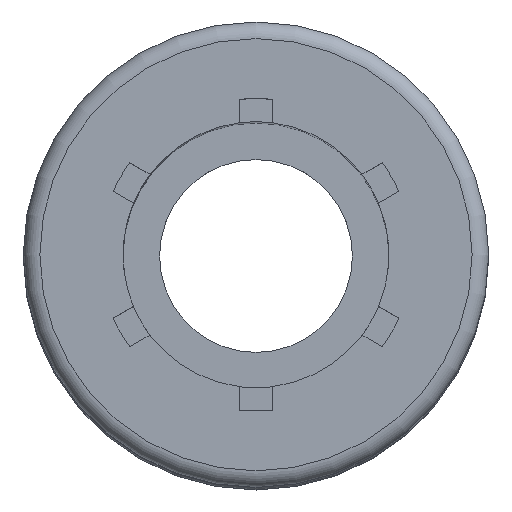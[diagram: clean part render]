
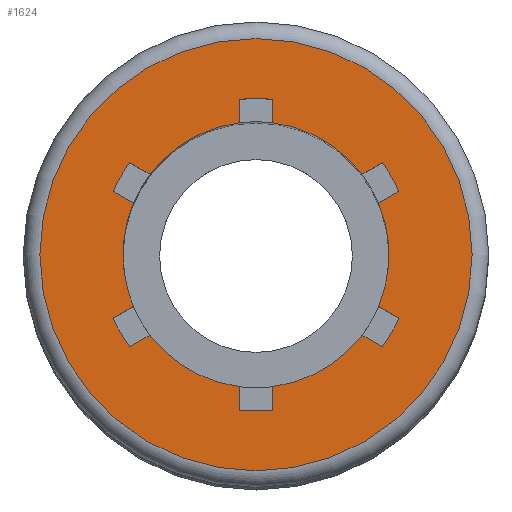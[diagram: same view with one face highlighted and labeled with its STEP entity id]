
A CAD part, top view. The second image highlights one B-rep face of the part: STEP entity #1624.
In plain terms, the highlighted planar face has unit normal (0, 0, 1).
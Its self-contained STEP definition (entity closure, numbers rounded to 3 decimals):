
#45=PLANE('',#1768);
#123=CIRCLE('',#1769,6.5);
#124=CIRCLE('',#1770,4.7);
#125=CIRCLE('',#1771,4.);
#126=CIRCLE('',#1772,4.7);
#127=CIRCLE('',#1773,4.);
#128=CIRCLE('',#1774,4.7);
#129=CIRCLE('',#1775,4.);
#130=CIRCLE('',#1776,4.7);
#131=CIRCLE('',#1777,4.);
#132=CIRCLE('',#1778,4.7);
#133=CIRCLE('',#1779,4.);
#134=CIRCLE('',#1780,4.7);
#135=CIRCLE('',#1781,4.);
#279=ORIENTED_EDGE('',*,*,#759,.F.);
#280=ORIENTED_EDGE('',*,*,#760,.F.);
#281=ORIENTED_EDGE('',*,*,#761,.F.);
#282=ORIENTED_EDGE('',*,*,#762,.T.);
#283=ORIENTED_EDGE('',*,*,#763,.F.);
#284=ORIENTED_EDGE('',*,*,#764,.F.);
#285=ORIENTED_EDGE('',*,*,#765,.F.);
#286=ORIENTED_EDGE('',*,*,#766,.T.);
#287=ORIENTED_EDGE('',*,*,#767,.F.);
#288=ORIENTED_EDGE('',*,*,#768,.F.);
#289=ORIENTED_EDGE('',*,*,#769,.F.);
#290=ORIENTED_EDGE('',*,*,#770,.T.);
#291=ORIENTED_EDGE('',*,*,#771,.F.);
#292=ORIENTED_EDGE('',*,*,#772,.F.);
#293=ORIENTED_EDGE('',*,*,#773,.F.);
#294=ORIENTED_EDGE('',*,*,#774,.T.);
#295=ORIENTED_EDGE('',*,*,#775,.F.);
#296=ORIENTED_EDGE('',*,*,#776,.F.);
#297=ORIENTED_EDGE('',*,*,#777,.F.);
#298=ORIENTED_EDGE('',*,*,#778,.T.);
#299=ORIENTED_EDGE('',*,*,#779,.F.);
#300=ORIENTED_EDGE('',*,*,#780,.F.);
#301=ORIENTED_EDGE('',*,*,#781,.F.);
#302=ORIENTED_EDGE('',*,*,#782,.T.);
#303=ORIENTED_EDGE('',*,*,#783,.F.);
#759=EDGE_CURVE('',#997,#997,#123,.T.);
#760=EDGE_CURVE('',#998,#999,#124,.T.);
#761=EDGE_CURVE('',#1000,#998,#1112,.T.);
#762=EDGE_CURVE('',#1000,#1001,#125,.T.);
#763=EDGE_CURVE('',#1002,#1001,#1113,.T.);
#764=EDGE_CURVE('',#1003,#1002,#126,.T.);
#765=EDGE_CURVE('',#1004,#1003,#1114,.T.);
#766=EDGE_CURVE('',#1004,#1005,#127,.T.);
#767=EDGE_CURVE('',#1006,#1005,#1115,.T.);
#768=EDGE_CURVE('',#1007,#1006,#128,.T.);
#769=EDGE_CURVE('',#1008,#1007,#1116,.T.);
#770=EDGE_CURVE('',#1008,#1009,#129,.T.);
#771=EDGE_CURVE('',#1010,#1009,#1117,.T.);
#772=EDGE_CURVE('',#1011,#1010,#130,.T.);
#773=EDGE_CURVE('',#1012,#1011,#1118,.T.);
#774=EDGE_CURVE('',#1012,#1013,#131,.T.);
#775=EDGE_CURVE('',#1014,#1013,#1119,.T.);
#776=EDGE_CURVE('',#1015,#1014,#132,.T.);
#777=EDGE_CURVE('',#1016,#1015,#1120,.T.);
#778=EDGE_CURVE('',#1016,#1017,#133,.T.);
#779=EDGE_CURVE('',#1018,#1017,#1121,.T.);
#780=EDGE_CURVE('',#1019,#1018,#134,.T.);
#781=EDGE_CURVE('',#1020,#1019,#1122,.T.);
#782=EDGE_CURVE('',#1020,#1021,#135,.T.);
#783=EDGE_CURVE('',#999,#1021,#1123,.T.);
#997=VERTEX_POINT('',#2638);
#998=VERTEX_POINT('',#2640);
#999=VERTEX_POINT('',#2641);
#1000=VERTEX_POINT('',#2643);
#1001=VERTEX_POINT('',#2645);
#1002=VERTEX_POINT('',#2647);
#1003=VERTEX_POINT('',#2649);
#1004=VERTEX_POINT('',#2651);
#1005=VERTEX_POINT('',#2653);
#1006=VERTEX_POINT('',#2655);
#1007=VERTEX_POINT('',#2657);
#1008=VERTEX_POINT('',#2659);
#1009=VERTEX_POINT('',#2661);
#1010=VERTEX_POINT('',#2663);
#1011=VERTEX_POINT('',#2665);
#1012=VERTEX_POINT('',#2667);
#1013=VERTEX_POINT('',#2669);
#1014=VERTEX_POINT('',#2671);
#1015=VERTEX_POINT('',#2673);
#1016=VERTEX_POINT('',#2675);
#1017=VERTEX_POINT('',#2677);
#1018=VERTEX_POINT('',#2679);
#1019=VERTEX_POINT('',#2681);
#1020=VERTEX_POINT('',#2683);
#1021=VERTEX_POINT('',#2685);
#1112=LINE('',#2642,#1240);
#1113=LINE('',#2646,#1241);
#1114=LINE('',#2650,#1242);
#1115=LINE('',#2654,#1243);
#1116=LINE('',#2658,#1244);
#1117=LINE('',#2662,#1245);
#1118=LINE('',#2666,#1246);
#1119=LINE('',#2670,#1247);
#1120=LINE('',#2674,#1248);
#1121=LINE('',#2678,#1249);
#1122=LINE('',#2682,#1250);
#1123=LINE('',#2686,#1251);
#1240=VECTOR('',#2069,1000.);
#1241=VECTOR('',#2072,1000.);
#1242=VECTOR('',#2075,1000.);
#1243=VECTOR('',#2078,1000.);
#1244=VECTOR('',#2081,1000.);
#1245=VECTOR('',#2084,1000.);
#1246=VECTOR('',#2087,1000.);
#1247=VECTOR('',#2090,1000.);
#1248=VECTOR('',#2093,1000.);
#1249=VECTOR('',#2096,1000.);
#1250=VECTOR('',#2099,1000.);
#1251=VECTOR('',#2102,1000.);
#1349=EDGE_LOOP('',(#279));
#1350=EDGE_LOOP('',(#280,#281,#282,#283,#284,#285,#286,#287,#288,#289,#290,
#291,#292,#293,#294,#295,#296,#297,#298,#299,#300,#301,#302,#303));
#1469=FACE_BOUND('',#1349,.T.);
#1470=FACE_BOUND('',#1350,.T.);
#1624=ADVANCED_FACE('',(#1469,#1470),#45,.F.);
#1768=AXIS2_PLACEMENT_3D('',#2636,#2063,#2064);
#1769=AXIS2_PLACEMENT_3D('',#2637,#2065,#2066);
#1770=AXIS2_PLACEMENT_3D('',#2639,#2067,#2068);
#1771=AXIS2_PLACEMENT_3D('',#2644,#2070,#2071);
#1772=AXIS2_PLACEMENT_3D('',#2648,#2073,#2074);
#1773=AXIS2_PLACEMENT_3D('',#2652,#2076,#2077);
#1774=AXIS2_PLACEMENT_3D('',#2656,#2079,#2080);
#1775=AXIS2_PLACEMENT_3D('',#2660,#2082,#2083);
#1776=AXIS2_PLACEMENT_3D('',#2664,#2085,#2086);
#1777=AXIS2_PLACEMENT_3D('',#2668,#2088,#2089);
#1778=AXIS2_PLACEMENT_3D('',#2672,#2091,#2092);
#1779=AXIS2_PLACEMENT_3D('',#2676,#2094,#2095);
#1780=AXIS2_PLACEMENT_3D('',#2680,#2097,#2098);
#1781=AXIS2_PLACEMENT_3D('',#2684,#2100,#2101);
#2063=DIRECTION('',(0.,0.,-1.));
#2064=DIRECTION('',(-1.,0.,0.));
#2065=DIRECTION('',(0.,0.,-1.));
#2066=DIRECTION('',(-1.,0.,0.));
#2067=DIRECTION('',(0.,0.,1.));
#2068=DIRECTION('',(1.,0.,0.));
#2069=DIRECTION('',(-0.866,-0.5,0.));
#2070=DIRECTION('',(0.,0.,-1.));
#2071=DIRECTION('',(-1.,0.,0.));
#2072=DIRECTION('',(0.866,-0.5,0.));
#2073=DIRECTION('',(0.,0.,1.));
#2074=DIRECTION('',(1.,0.,0.));
#2075=DIRECTION('',(-0.866,0.5,0.));
#2076=DIRECTION('',(0.,0.,-1.));
#2077=DIRECTION('',(-1.,0.,0.));
#2078=DIRECTION('',(0.,-1.,0.));
#2079=DIRECTION('',(0.,0.,1.));
#2080=DIRECTION('',(1.,0.,0.));
#2081=DIRECTION('',(0.,1.,0.));
#2082=DIRECTION('',(0.,0.,-1.));
#2083=DIRECTION('',(-1.,0.,0.));
#2084=DIRECTION('',(-0.866,-0.5,0.));
#2085=DIRECTION('',(0.,0.,1.));
#2086=DIRECTION('',(1.,0.,0.));
#2087=DIRECTION('',(0.866,0.5,0.));
#2088=DIRECTION('',(0.,0.,-1.));
#2089=DIRECTION('',(-1.,0.,0.));
#2090=DIRECTION('',(-0.866,0.5,0.));
#2091=DIRECTION('',(0.,0.,1.));
#2092=DIRECTION('',(1.,0.,0.));
#2093=DIRECTION('',(0.866,-0.5,0.));
#2094=DIRECTION('',(0.,0.,-1.));
#2095=DIRECTION('',(-1.,0.,0.));
#2096=DIRECTION('',(0.,1.,0.));
#2097=DIRECTION('',(0.,0.,1.));
#2098=DIRECTION('',(1.,0.,0.));
#2099=DIRECTION('',(0.,-1.,0.));
#2100=DIRECTION('',(0.,0.,-1.));
#2101=DIRECTION('',(-1.,0.,0.));
#2102=DIRECTION('',(0.866,0.5,0.));
#2636=CARTESIAN_POINT('',(0.,0.,22.45));
#2637=CARTESIAN_POINT('',(0.,0.,22.45));
#2638=CARTESIAN_POINT('',(-6.5,0.,22.45));
#2639=CARTESIAN_POINT('',(0.,0.,22.45));
#2640=CARTESIAN_POINT('',(-4.297,-1.904,22.45));
#2641=CARTESIAN_POINT('',(-3.797,-2.77,22.45));
#2642=CARTESIAN_POINT('',(-3.687,-1.551,22.45));
#2643=CARTESIAN_POINT('',(-3.687,-1.551,22.45));
#2644=CARTESIAN_POINT('',(0.,0.,22.45));
#2645=CARTESIAN_POINT('',(-3.687,1.551,22.45));
#2646=CARTESIAN_POINT('',(-4.297,1.904,22.45));
#2647=CARTESIAN_POINT('',(-4.297,1.904,22.45));
#2648=CARTESIAN_POINT('',(0.,0.,22.45));
#2649=CARTESIAN_POINT('',(-3.797,2.77,22.45));
#2650=CARTESIAN_POINT('',(-3.187,2.417,22.45));
#2651=CARTESIAN_POINT('',(-3.187,2.417,22.45));
#2652=CARTESIAN_POINT('',(0.,0.,22.45));
#2653=CARTESIAN_POINT('',(-0.5,3.969,22.45));
#2654=CARTESIAN_POINT('',(-0.5,4.673,22.45));
#2655=CARTESIAN_POINT('',(-0.5,4.673,22.45));
#2656=CARTESIAN_POINT('',(0.,0.,22.45));
#2657=CARTESIAN_POINT('',(0.5,4.673,22.45));
#2658=CARTESIAN_POINT('',(0.5,3.969,22.45));
#2659=CARTESIAN_POINT('',(0.5,3.969,22.45));
#2660=CARTESIAN_POINT('',(0.,0.,22.45));
#2661=CARTESIAN_POINT('',(3.187,2.417,22.45));
#2662=CARTESIAN_POINT('',(3.797,2.77,22.45));
#2663=CARTESIAN_POINT('',(3.797,2.77,22.45));
#2664=CARTESIAN_POINT('',(0.,0.,22.45));
#2665=CARTESIAN_POINT('',(4.297,1.904,22.45));
#2666=CARTESIAN_POINT('',(3.687,1.551,22.45));
#2667=CARTESIAN_POINT('',(3.687,1.551,22.45));
#2668=CARTESIAN_POINT('',(0.,0.,22.45));
#2669=CARTESIAN_POINT('',(3.687,-1.551,22.45));
#2670=CARTESIAN_POINT('',(4.297,-1.904,22.45));
#2671=CARTESIAN_POINT('',(4.297,-1.904,22.45));
#2672=CARTESIAN_POINT('',(0.,0.,22.45));
#2673=CARTESIAN_POINT('',(3.797,-2.77,22.45));
#2674=CARTESIAN_POINT('',(3.187,-2.417,22.45));
#2675=CARTESIAN_POINT('',(3.187,-2.417,22.45));
#2676=CARTESIAN_POINT('',(0.,0.,22.45));
#2677=CARTESIAN_POINT('',(0.5,-3.969,22.45));
#2678=CARTESIAN_POINT('',(0.5,-4.673,22.45));
#2679=CARTESIAN_POINT('',(0.5,-4.673,22.45));
#2680=CARTESIAN_POINT('',(0.,0.,22.45));
#2681=CARTESIAN_POINT('',(-0.5,-4.673,22.45));
#2682=CARTESIAN_POINT('',(-0.5,-3.969,22.45));
#2683=CARTESIAN_POINT('',(-0.5,-3.969,22.45));
#2684=CARTESIAN_POINT('',(0.,0.,22.45));
#2685=CARTESIAN_POINT('',(-3.187,-2.417,22.45));
#2686=CARTESIAN_POINT('',(-3.797,-2.77,22.45));
